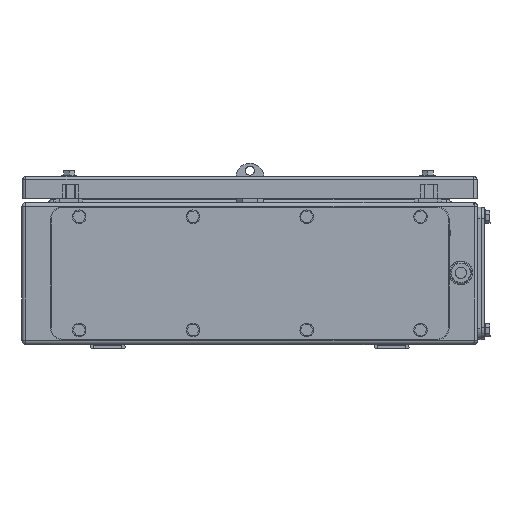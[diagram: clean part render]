
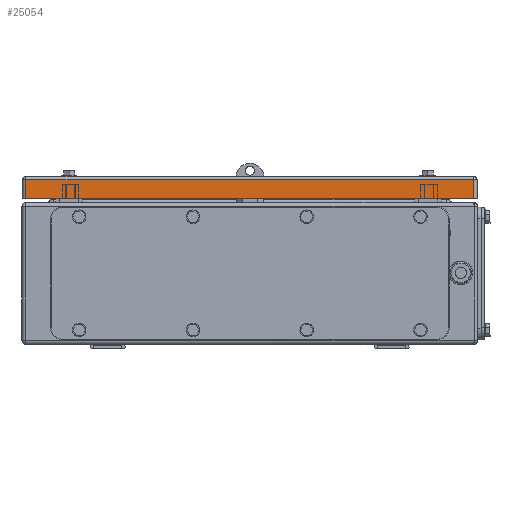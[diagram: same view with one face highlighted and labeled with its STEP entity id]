
A CAD part, left-side view. The second image highlights one B-rep face of the part: STEP entity #25054.
In plain terms, the highlighted planar face has unit normal (-1, 0, 0).
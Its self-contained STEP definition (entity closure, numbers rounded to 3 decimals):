
#25027=AXIS2_PLACEMENT_3D('Plane Axis2P3D',#25024,#25025,#25026) ;
#24657=CARTESIAN_POINT('Vertex',(41.,14.5,150.5)) ;
#24664=CARTESIAN_POINT('Vertex',(41.,413.5,150.5)) ;
#24667=CARTESIAN_POINT('Line Origine',(41.,214.,150.5)) ;
#25024=CARTESIAN_POINT('Axis2P3D Location',(41.,11.5,133.5)) ;
#25029=CARTESIAN_POINT('Line Origine',(41.,14.5,142.)) ;
#25033=CARTESIAN_POINT('Vertex',(41.,14.5,133.5)) ;
#25036=CARTESIAN_POINT('Line Origine',(41.,413.5,142.)) ;
#25040=CARTESIAN_POINT('Vertex',(41.,413.5,133.5)) ;
#25043=CARTESIAN_POINT('Line Origine',(41.,214.,133.5)) ;
#24668=DIRECTION('Vector Direction',(0.,1.,0.)) ;
#25025=DIRECTION('Axis2P3D Direction',(-1.,0.,0.)) ;
#25026=DIRECTION('Axis2P3D XDirection',(0.,-1.,0.)) ;
#25030=DIRECTION('Vector Direction',(0.,0.,1.)) ;
#25037=DIRECTION('Vector Direction',(0.,0.,-1.)) ;
#25044=DIRECTION('Vector Direction',(0.,-1.,0.)) ;
#24669=VECTOR('Line Direction',#24668,1.) ;
#25031=VECTOR('Line Direction',#25030,1.) ;
#25038=VECTOR('Line Direction',#25037,1.) ;
#25045=VECTOR('Line Direction',#25044,1.) ;
#25049=ORIENTED_EDGE('',*,*,#25035,.T.) ;
#25050=ORIENTED_EDGE('',*,*,#24671,.T.) ;
#25051=ORIENTED_EDGE('',*,*,#25042,.T.) ;
#25052=ORIENTED_EDGE('',*,*,#25047,.T.) ;
#25054=ADVANCED_FACE('40798_ASM_DE_KTB_MH_XXXxXXX_S3D-1/40798_DE_KTB_MH_XXXxXXX_S3D-1-solid1',(#25053),#25028,.T.) ;
#24671=EDGE_CURVE('',#24658,#24665,#24670,.T.) ;
#25035=EDGE_CURVE('',#25034,#24658,#25032,.T.) ;
#25042=EDGE_CURVE('',#24665,#25041,#25039,.T.) ;
#25047=EDGE_CURVE('',#25041,#25034,#25046,.T.) ;
#25048=EDGE_LOOP('',(#25049,#25050,#25051,#25052)) ;
#25053=FACE_OUTER_BOUND('',#25048,.T.) ;
#24670=LINE('Line',#24667,#24669) ;
#25032=LINE('Line',#25029,#25031) ;
#25039=LINE('Line',#25036,#25038) ;
#25046=LINE('Line',#25043,#25045) ;
#25028=PLANE('',#25027) ;
#24658=VERTEX_POINT('',#24657) ;
#24665=VERTEX_POINT('',#24664) ;
#25034=VERTEX_POINT('',#25033) ;
#25041=VERTEX_POINT('',#25040) ;
